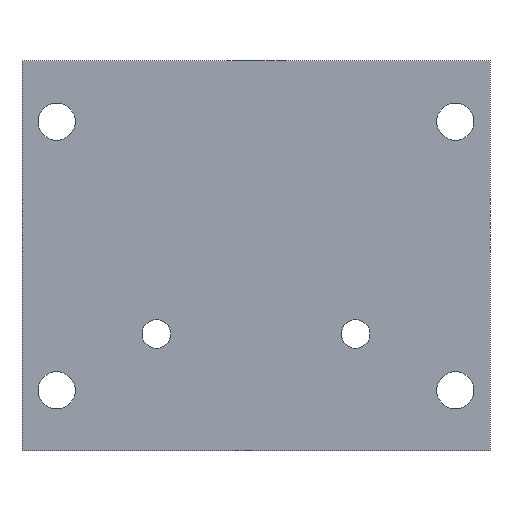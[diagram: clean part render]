
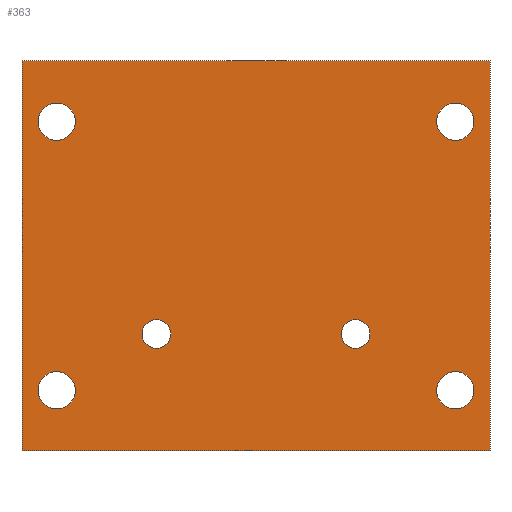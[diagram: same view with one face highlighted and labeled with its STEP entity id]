
A CAD part, front view. The second image highlights one B-rep face of the part: STEP entity #363.
In plain terms, the highlighted planar face has unit normal (0, -1, 0).
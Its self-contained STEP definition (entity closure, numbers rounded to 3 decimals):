
#24=FACE_BOUND('',#91,.T.);
#25=FACE_BOUND('',#92,.T.);
#26=FACE_BOUND('',#93,.T.);
#27=FACE_BOUND('',#94,.T.);
#28=FACE_BOUND('',#95,.T.);
#29=FACE_BOUND('',#96,.T.);
#41=PLANE('',#401);
#61=FACE_OUTER_BOUND('',#90,.T.);
#90=EDGE_LOOP('',(#326,#327,#328,#329));
#91=EDGE_LOOP('',(#330));
#92=EDGE_LOOP('',(#331));
#93=EDGE_LOOP('',(#332));
#94=EDGE_LOOP('',(#333));
#95=EDGE_LOOP('',(#334));
#96=EDGE_LOOP('',(#335));
#116=LINE('',#582,#145);
#119=LINE('',#588,#148);
#122=LINE('',#594,#151);
#125=LINE('',#598,#154);
#145=VECTOR('',#485,10.);
#148=VECTOR('',#490,10.);
#151=VECTOR('',#495,10.);
#154=VECTOR('',#500,10.);
#160=CIRCLE('',#376,2.15);
#162=CIRCLE('',#379,2.15);
#164=CIRCLE('',#382,1.65);
#166=CIRCLE('',#385,1.65);
#168=CIRCLE('',#392,2.15);
#170=CIRCLE('',#395,2.15);
#176=VERTEX_POINT('',#523);
#178=VERTEX_POINT('',#529);
#180=VERTEX_POINT('',#535);
#182=VERTEX_POINT('',#541);
#190=VERTEX_POINT('',#566);
#192=VERTEX_POINT('',#572);
#195=VERTEX_POINT('',#579);
#196=VERTEX_POINT('',#581);
#198=VERTEX_POINT('',#587);
#200=VERTEX_POINT('',#593);
#209=EDGE_CURVE('',#176,#176,#160,.T.);
#212=EDGE_CURVE('',#178,#178,#162,.T.);
#215=EDGE_CURVE('',#180,#180,#164,.T.);
#218=EDGE_CURVE('',#182,#182,#166,.T.);
#230=EDGE_CURVE('',#190,#190,#168,.T.);
#233=EDGE_CURVE('',#192,#192,#170,.T.);
#236=EDGE_CURVE('',#196,#195,#116,.T.);
#239=EDGE_CURVE('',#198,#196,#119,.T.);
#242=EDGE_CURVE('',#200,#198,#122,.T.);
#245=EDGE_CURVE('',#195,#200,#125,.T.);
#326=ORIENTED_EDGE('',*,*,#245,.T.);
#327=ORIENTED_EDGE('',*,*,#242,.T.);
#328=ORIENTED_EDGE('',*,*,#239,.T.);
#329=ORIENTED_EDGE('',*,*,#236,.T.);
#330=ORIENTED_EDGE('',*,*,#209,.T.);
#331=ORIENTED_EDGE('',*,*,#212,.T.);
#332=ORIENTED_EDGE('',*,*,#215,.T.);
#333=ORIENTED_EDGE('',*,*,#218,.T.);
#334=ORIENTED_EDGE('',*,*,#230,.T.);
#335=ORIENTED_EDGE('',*,*,#233,.T.);
#363=ADVANCED_FACE('',(#61,#24,#25,#26,#27,#28,#29),#41,.T.);
#376=AXIS2_PLACEMENT_3D('',#525,#427,#428);
#379=AXIS2_PLACEMENT_3D('',#531,#434,#435);
#382=AXIS2_PLACEMENT_3D('',#537,#441,#442);
#385=AXIS2_PLACEMENT_3D('',#543,#448,#449);
#392=AXIS2_PLACEMENT_3D('',#568,#472,#473);
#395=AXIS2_PLACEMENT_3D('',#574,#479,#480);
#401=AXIS2_PLACEMENT_3D('',#600,#503,#504);
#427=DIRECTION('center_axis',(0.,1.,0.));
#428=DIRECTION('ref_axis',(-1.,0.,0.));
#434=DIRECTION('center_axis',(0.,1.,0.));
#435=DIRECTION('ref_axis',(-1.,0.,0.));
#441=DIRECTION('center_axis',(0.,1.,0.));
#442=DIRECTION('ref_axis',(-1.,0.,0.));
#448=DIRECTION('center_axis',(0.,1.,0.));
#449=DIRECTION('ref_axis',(-1.,0.,0.));
#472=DIRECTION('center_axis',(0.,1.,0.));
#473=DIRECTION('ref_axis',(-1.,0.,0.));
#479=DIRECTION('center_axis',(0.,1.,0.));
#480=DIRECTION('ref_axis',(-1.,0.,0.));
#485=DIRECTION('',(0.,0.,1.));
#490=DIRECTION('',(1.,0.,0.));
#495=DIRECTION('',(0.,0.,-1.));
#500=DIRECTION('',(-1.,0.,0.));
#503=DIRECTION('center_axis',(0.,-1.,0.));
#504=DIRECTION('ref_axis',(0.,0.,-1.));
#523=CARTESIAN_POINT('',(41.65,-10.,31.5));
#525=CARTESIAN_POINT('Origin',(39.5,-10.,31.5));
#529=CARTESIAN_POINT('',(-4.35,-10.,31.5));
#531=CARTESIAN_POINT('Origin',(-6.5,-10.,31.5));
#535=CARTESIAN_POINT('',(6.65,-10.,7.));
#537=CARTESIAN_POINT('Origin',(5.,-10.,7.));
#541=CARTESIAN_POINT('',(29.65,-10.,7.));
#543=CARTESIAN_POINT('Origin',(28.,-10.,7.));
#566=CARTESIAN_POINT('',(-4.35,-10.,0.5));
#568=CARTESIAN_POINT('Origin',(-6.5,-10.,0.5));
#572=CARTESIAN_POINT('',(41.65,-10.,0.5));
#574=CARTESIAN_POINT('Origin',(39.5,-10.,0.5));
#579=CARTESIAN_POINT('',(43.5,-10.,38.5));
#581=CARTESIAN_POINT('',(43.5,-10.,-6.5));
#582=CARTESIAN_POINT('',(43.5,-10.,-6.5));
#587=CARTESIAN_POINT('',(-10.5,-10.,-6.5));
#588=CARTESIAN_POINT('',(-10.5,-10.,-6.5));
#593=CARTESIAN_POINT('',(-10.5,-10.,38.5));
#594=CARTESIAN_POINT('',(-10.5,-10.,38.5));
#598=CARTESIAN_POINT('',(43.5,-10.,38.5));
#600=CARTESIAN_POINT('Origin',(16.5,-10.,16.));
